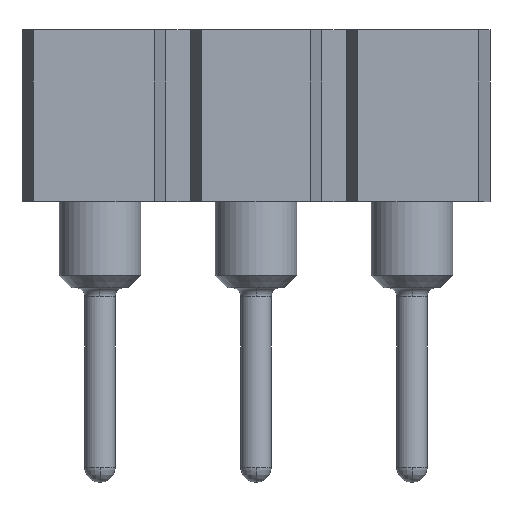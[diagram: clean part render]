
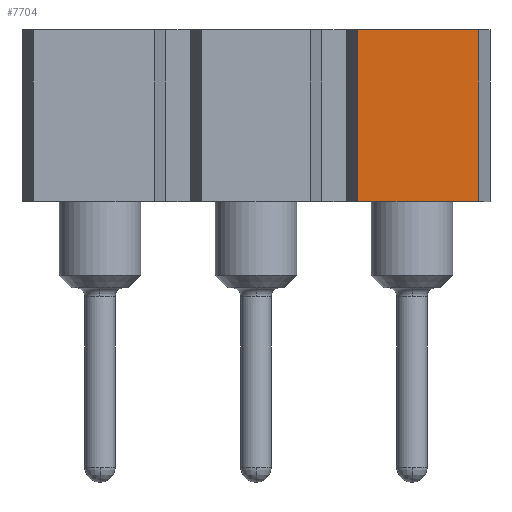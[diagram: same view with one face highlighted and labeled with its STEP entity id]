
A CAD part, left-side view. The second image highlights one B-rep face of the part: STEP entity #7704.
In plain terms, the highlighted planar face has unit normal (-1, 0, 0).
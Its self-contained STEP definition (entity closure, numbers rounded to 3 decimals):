
#620 = PLANE('',#621);
#621 = AXIS2_PLACEMENT_3D('',#622,#623,#624);
#622 = CARTESIAN_POINT('',(0.,0.1,4.2));
#623 = DIRECTION('',(0.,0.,1.));
#624 = DIRECTION('',(0.,-1.,0.));
#756 = PLANE('',#757);
#757 = AXIS2_PLACEMENT_3D('',#758,#759,#760);
#758 = CARTESIAN_POINT('',(0.,0.1,1.4));
#759 = DIRECTION('',(0.,0.,1.));
#760 = DIRECTION('',(0.,-1.,0.));
#7595 = PLANE('',#7596);
#7596 = AXIS2_PLACEMENT_3D('',#7597,#7598,#7599);
#7597 = CARTESIAN_POINT('',(-1.07,-6.257,1.4));
#7598 = DIRECTION('',(-0.423,-0.906,
    0.));
#7599 = DIRECTION('',(0.906,-0.423,0.)
  );
#7633 = VERTEX_POINT('',#7634);
#7634 = CARTESIAN_POINT('',(-1.27,-6.163,4.2));
#7655 = EDGE_CURVE('',#7656,#7633,#7658,.T.);
#7656 = VERTEX_POINT('',#7657);
#7657 = CARTESIAN_POINT('',(-1.27,-6.163,1.4));
#7658 = SURFACE_CURVE('',#7659,(#7663,#7670),.PCURVE_S1.);
#7659 = LINE('',#7660,#7661);
#7660 = CARTESIAN_POINT('',(-1.27,-6.163,1.4));
#7661 = VECTOR('',#7662,1.);
#7662 = DIRECTION('',(0.,0.,1.));
#7663 = PCURVE('',#7595,#7664);
#7664 = DEFINITIONAL_REPRESENTATION('',(#7665),#7669);
#7665 = LINE('',#7666,#7667);
#7666 = CARTESIAN_POINT('',(-0.221,0.));
#7667 = VECTOR('',#7668,1.);
#7668 = DIRECTION('',(0.,1.));
#7669 = ( GEOMETRIC_REPRESENTATION_CONTEXT(2) 
PARAMETRIC_REPRESENTATION_CONTEXT() REPRESENTATION_CONTEXT('2D SPACE',''
  ) );
#7670 = PCURVE('',#7671,#7676);
#7671 = PLANE('',#7672);
#7672 = AXIS2_PLACEMENT_3D('',#7673,#7674,#7675);
#7673 = CARTESIAN_POINT('',(-1.27,-5.18,1.4));
#7674 = DIRECTION('',(-1.,0.,0.));
#7675 = DIRECTION('',(0.,-1.,0.));
#7676 = DEFINITIONAL_REPRESENTATION('',(#7677),#7681);
#7677 = LINE('',#7678,#7679);
#7678 = CARTESIAN_POINT('',(0.983,0.));
#7679 = VECTOR('',#7680,1.);
#7680 = DIRECTION('',(0.,1.));
#7681 = ( GEOMETRIC_REPRESENTATION_CONTEXT(2) 
PARAMETRIC_REPRESENTATION_CONTEXT() REPRESENTATION_CONTEXT('2D SPACE',''
  ) );
#7704 = ADVANCED_FACE('',(#7705),#7671,.T.);
#7705 = FACE_BOUND('',#7706,.T.);
#7706 = EDGE_LOOP('',(#7707,#7730,#7758,#7779));
#7707 = ORIENTED_EDGE('',*,*,#7708,.T.);
#7708 = EDGE_CURVE('',#7633,#7709,#7711,.T.);
#7709 = VERTEX_POINT('',#7710);
#7710 = CARTESIAN_POINT('',(-1.27,-4.197,4.2));
#7711 = SURFACE_CURVE('',#7712,(#7716,#7723),.PCURVE_S1.);
#7712 = LINE('',#7713,#7714);
#7713 = CARTESIAN_POINT('',(-1.27,-6.163,4.2));
#7714 = VECTOR('',#7715,1.);
#7715 = DIRECTION('',(0.,1.,0.));
#7716 = PCURVE('',#7671,#7717);
#7717 = DEFINITIONAL_REPRESENTATION('',(#7718),#7722);
#7718 = LINE('',#7719,#7720);
#7719 = CARTESIAN_POINT('',(0.983,2.8));
#7720 = VECTOR('',#7721,1.);
#7721 = DIRECTION('',(-1.,0.));
#7722 = ( GEOMETRIC_REPRESENTATION_CONTEXT(2) 
PARAMETRIC_REPRESENTATION_CONTEXT() REPRESENTATION_CONTEXT('2D SPACE',''
  ) );
#7723 = PCURVE('',#620,#7724);
#7724 = DEFINITIONAL_REPRESENTATION('',(#7725),#7729);
#7725 = LINE('',#7726,#7727);
#7726 = CARTESIAN_POINT('',(6.263,-1.27));
#7727 = VECTOR('',#7728,1.);
#7728 = DIRECTION('',(-1.,0.));
#7729 = ( GEOMETRIC_REPRESENTATION_CONTEXT(2) 
PARAMETRIC_REPRESENTATION_CONTEXT() REPRESENTATION_CONTEXT('2D SPACE',''
  ) );
#7730 = ORIENTED_EDGE('',*,*,#7731,.F.);
#7731 = EDGE_CURVE('',#7732,#7709,#7734,.T.);
#7732 = VERTEX_POINT('',#7733);
#7733 = CARTESIAN_POINT('',(-1.27,-4.197,1.4));
#7734 = SURFACE_CURVE('',#7735,(#7739,#7746),.PCURVE_S1.);
#7735 = LINE('',#7736,#7737);
#7736 = CARTESIAN_POINT('',(-1.27,-4.197,1.4));
#7737 = VECTOR('',#7738,1.);
#7738 = DIRECTION('',(0.,0.,1.));
#7739 = PCURVE('',#7671,#7740);
#7740 = DEFINITIONAL_REPRESENTATION('',(#7741),#7745);
#7741 = LINE('',#7742,#7743);
#7742 = CARTESIAN_POINT('',(-0.983,0.));
#7743 = VECTOR('',#7744,1.);
#7744 = DIRECTION('',(0.,1.));
#7745 = ( GEOMETRIC_REPRESENTATION_CONTEXT(2) 
PARAMETRIC_REPRESENTATION_CONTEXT() REPRESENTATION_CONTEXT('2D SPACE',''
  ) );
#7746 = PCURVE('',#7747,#7752);
#7747 = PLANE('',#7748);
#7748 = AXIS2_PLACEMENT_3D('',#7749,#7750,#7751);
#7749 = CARTESIAN_POINT('',(-1.07,-4.103,1.4));
#7750 = DIRECTION('',(-0.423,0.906,0.
    ));
#7751 = DIRECTION('',(-0.906,-0.423,
    0.));
#7752 = DEFINITIONAL_REPRESENTATION('',(#7753),#7757);
#7753 = LINE('',#7754,#7755);
#7754 = CARTESIAN_POINT('',(0.221,0.));
#7755 = VECTOR('',#7756,1.);
#7756 = DIRECTION('',(0.,1.));
#7757 = ( GEOMETRIC_REPRESENTATION_CONTEXT(2) 
PARAMETRIC_REPRESENTATION_CONTEXT() REPRESENTATION_CONTEXT('2D SPACE',''
  ) );
#7758 = ORIENTED_EDGE('',*,*,#7759,.F.);
#7759 = EDGE_CURVE('',#7656,#7732,#7760,.T.);
#7760 = SURFACE_CURVE('',#7761,(#7765,#7772),.PCURVE_S1.);
#7761 = LINE('',#7762,#7763);
#7762 = CARTESIAN_POINT('',(-1.27,-6.163,1.4));
#7763 = VECTOR('',#7764,1.);
#7764 = DIRECTION('',(0.,1.,0.));
#7765 = PCURVE('',#7671,#7766);
#7766 = DEFINITIONAL_REPRESENTATION('',(#7767),#7771);
#7767 = LINE('',#7768,#7769);
#7768 = CARTESIAN_POINT('',(0.983,0.));
#7769 = VECTOR('',#7770,1.);
#7770 = DIRECTION('',(-1.,0.));
#7771 = ( GEOMETRIC_REPRESENTATION_CONTEXT(2) 
PARAMETRIC_REPRESENTATION_CONTEXT() REPRESENTATION_CONTEXT('2D SPACE',''
  ) );
#7772 = PCURVE('',#756,#7773);
#7773 = DEFINITIONAL_REPRESENTATION('',(#7774),#7778);
#7774 = LINE('',#7775,#7776);
#7775 = CARTESIAN_POINT('',(6.263,-1.27));
#7776 = VECTOR('',#7777,1.);
#7777 = DIRECTION('',(-1.,0.));
#7778 = ( GEOMETRIC_REPRESENTATION_CONTEXT(2) 
PARAMETRIC_REPRESENTATION_CONTEXT() REPRESENTATION_CONTEXT('2D SPACE',''
  ) );
#7779 = ORIENTED_EDGE('',*,*,#7655,.T.);
